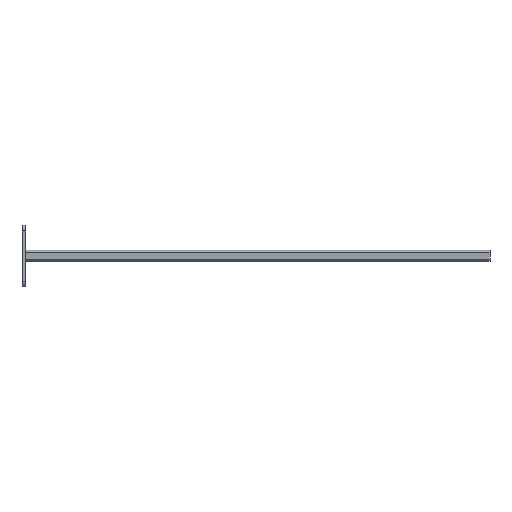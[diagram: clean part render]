
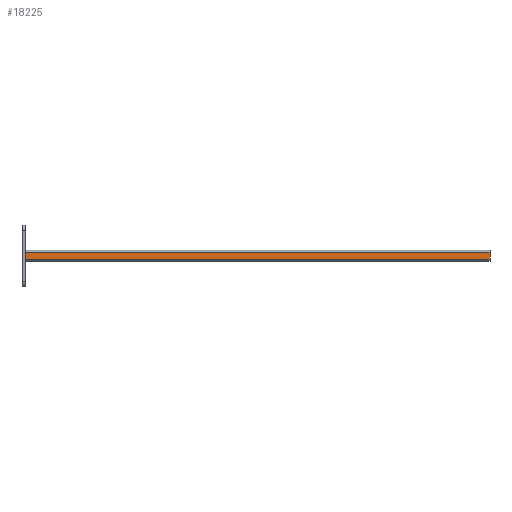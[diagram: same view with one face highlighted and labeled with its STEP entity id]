
A CAD part, front view. The second image highlights one B-rep face of the part: STEP entity #18225.
In plain terms, the highlighted face is planar.
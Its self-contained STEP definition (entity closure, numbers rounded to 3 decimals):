
#1229 = ORIENTED_EDGE ( 'NONE', *, *, #26247, .T. ) ;
#2964 = CARTESIAN_POINT ( 'NONE',  ( 20.5, 17.25, -450. ) ) ;
#3024 = LINE ( 'NONE', #51603, #39278 ) ;
#5975 = CARTESIAN_POINT ( 'NONE',  ( 20.5, 3.75, -450. ) ) ;
#7675 = DIRECTION ( 'NONE',  ( -1., 0., 0. ) ) ;
#11218 = ORIENTED_EDGE ( 'NONE', *, *, #39833, .F. ) ;
#11943 = PLANE ( 'NONE',  #14575 ) ;
#14575 = AXIS2_PLACEMENT_3D ( 'NONE', #32366, #7675, #23899 ) ;
#14968 = CARTESIAN_POINT ( 'NONE',  ( 20.5, 17.25, -900. ) ) ;
#15071 = VERTEX_POINT ( 'NONE', #14968 ) ;
#18225 = ADVANCED_FACE ( 'NONE', ( #47074 ), #11943, .F. ) ;
#19629 = VECTOR ( 'NONE', #46523, 1000. ) ;
#20033 = VECTOR ( 'NONE', #34971, 1000. ) ;
#22203 = VERTEX_POINT ( 'NONE', #31327 ) ;
#23899 = DIRECTION ( 'NONE',  ( 0., 0., -1. ) ) ;
#25133 = LINE ( 'NONE', #2964, #20033 ) ;
#26247 = EDGE_CURVE ( 'NONE', #46214, #15071, #3024, .T. ) ;
#31327 = CARTESIAN_POINT ( 'NONE',  ( 20.5, 3.75, 0. ) ) ;
#32366 = CARTESIAN_POINT ( 'NONE',  ( 20.5, 0., -450. ) ) ;
#34707 = EDGE_CURVE ( 'NONE', #46214, #22203, #52072, .T. ) ;
#34971 = DIRECTION ( 'NONE',  ( 0., 0., 1. ) ) ;
#35325 = ORIENTED_EDGE ( 'NONE', *, *, #34707, .F. ) ;
#36132 = VECTOR ( 'NONE', #39621, 1000. ) ;
#38609 = DIRECTION ( 'NONE',  ( 0., 1., 0. ) ) ;
#39270 = CARTESIAN_POINT ( 'NONE',  ( 20.5, 17.25, 0. ) ) ;
#39278 = VECTOR ( 'NONE', #38609, 1000. ) ;
#39621 = DIRECTION ( 'NONE',  ( 0., 1., 0. ) ) ;
#39833 = EDGE_CURVE ( 'NONE', #22203, #47910, #50826, .T. ) ;
#40866 = ORIENTED_EDGE ( 'NONE', *, *, #45757, .T. ) ;
#43187 = CARTESIAN_POINT ( 'NONE',  ( 20.5, 0., 0. ) ) ;
#45757 = EDGE_CURVE ( 'NONE', #15071, #47910, #25133, .T. ) ;
#46214 = VERTEX_POINT ( 'NONE', #50403 ) ;
#46523 = DIRECTION ( 'NONE',  ( 0., 0., 1. ) ) ;
#47074 = FACE_OUTER_BOUND ( 'NONE', #50046, .T. ) ;
#47910 = VERTEX_POINT ( 'NONE', #39270 ) ;
#50046 = EDGE_LOOP ( 'NONE', ( #11218, #35325, #1229, #40866 ) ) ;
#50403 = CARTESIAN_POINT ( 'NONE',  ( 20.5, 3.75, -900. ) ) ;
#50826 = LINE ( 'NONE', #43187, #36132 ) ;
#51603 = CARTESIAN_POINT ( 'NONE',  ( 20.5, 0., -900. ) ) ;
#52072 = LINE ( 'NONE', #5975, #19629 ) ;
